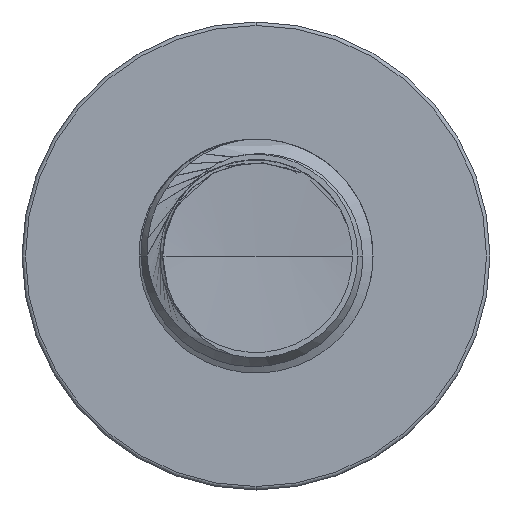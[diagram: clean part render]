
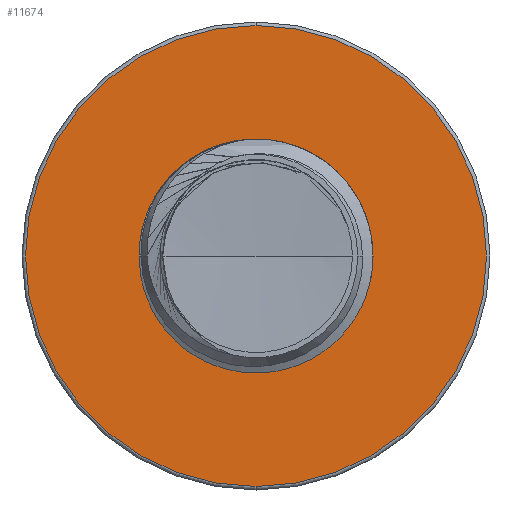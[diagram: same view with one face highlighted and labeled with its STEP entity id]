
A CAD part, front view. The second image highlights one B-rep face of the part: STEP entity #11674.
In plain terms, the highlighted planar face has unit normal (0, -1, 0).
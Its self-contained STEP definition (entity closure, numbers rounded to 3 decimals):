
#4115 = AXIS2_PLACEMENT_3D ( 'NONE', #18153, #18038, #17974 ) ;
#5100 = DIRECTION ( 'NONE',  ( 0., 0., -1. ) ) ;
#5109 = DIRECTION ( 'NONE',  ( 0., -1., 0. ) ) ;
#5160 = CARTESIAN_POINT ( 'NONE',  ( 0., 37.5, 0. ) ) ;
#5241 = FACE_BOUND ( 'NONE', #37596, .T. ) ;
#6307 = AXIS2_PLACEMENT_3D ( 'NONE', #31624, #31469, #31425 ) ;
#7292 = VERTEX_POINT ( 'NONE', #7837 ) ;
#7837 = CARTESIAN_POINT ( 'NONE',  ( 0., 37.5, 5.91 ) ) ;
#8550 = DIRECTION ( 'NONE',  ( 0., 0., -1. ) ) ;
#8561 = DIRECTION ( 'NONE',  ( 0., -1., 0. ) ) ;
#8597 = CARTESIAN_POINT ( 'NONE',  ( 0., 37.5, 0. ) ) ;
#9222 = EDGE_LOOP ( 'NONE', ( #24014, #37074 ) ) ;
#9503 = VERTEX_POINT ( 'NONE', #34866 ) ;
#10529 = CIRCLE ( 'NONE', #44780, 2.923 ) ;
#11674 = ADVANCED_FACE ( 'NONE', ( #14233, #5241 ), #19607, .T. ) ;
#13218 = EDGE_CURVE ( 'NONE', #37978, #7292, #14811, .T. ) ;
#14233 = FACE_OUTER_BOUND ( 'NONE', #9222, .T. ) ;
#14811 = CIRCLE ( 'NONE', #43487, 5.91 ) ;
#16413 = ORIENTED_EDGE ( 'NONE', *, *, #19391, .F. ) ;
#17370 = ORIENTED_EDGE ( 'NONE', *, *, #22398, .F. ) ;
#17974 = DIRECTION ( 'NONE',  ( 0., 0., -1. ) ) ;
#18038 = DIRECTION ( 'NONE',  ( 0., -1., 0. ) ) ;
#18153 = CARTESIAN_POINT ( 'NONE',  ( 0., 37.5, 2.923 ) ) ;
#19391 = EDGE_CURVE ( 'NONE', #9503, #45632, #10529, .T. ) ;
#19607 = PLANE ( 'NONE',  #4115 ) ;
#22398 = EDGE_CURVE ( 'NONE', #45632, #9503, #30367, .T. ) ;
#24014 = ORIENTED_EDGE ( 'NONE', *, *, #13218, .T. ) ;
#27560 = CARTESIAN_POINT ( 'NONE',  ( 0., 37.5, 2.923 ) ) ;
#27946 = AXIS2_PLACEMENT_3D ( 'NONE', #5160, #5109, #5100 ) ;
#28350 = CIRCLE ( 'NONE', #27946, 5.91 ) ;
#30367 = CIRCLE ( 'NONE', #6307, 2.923 ) ;
#31425 = DIRECTION ( 'NONE',  ( 0., 0., -1. ) ) ;
#31469 = DIRECTION ( 'NONE',  ( 0., -1., 0. ) ) ;
#31624 = CARTESIAN_POINT ( 'NONE',  ( 0., 37.5, 0. ) ) ;
#32780 = EDGE_CURVE ( 'NONE', #7292, #37978, #28350, .T. ) ;
#34629 = CARTESIAN_POINT ( 'NONE',  ( 0., 37.5, -5.91 ) ) ;
#34866 = CARTESIAN_POINT ( 'NONE',  ( 0., 37.5, -2.923 ) ) ;
#37074 = ORIENTED_EDGE ( 'NONE', *, *, #32780, .T. ) ;
#37262 = DIRECTION ( 'NONE',  ( 0., 0., -1. ) ) ;
#37423 = DIRECTION ( 'NONE',  ( 0., -1., 0. ) ) ;
#37531 = CARTESIAN_POINT ( 'NONE',  ( 0., 37.5, 0. ) ) ;
#37596 = EDGE_LOOP ( 'NONE', ( #16413, #17370 ) ) ;
#37978 = VERTEX_POINT ( 'NONE', #34629 ) ;
#43487 = AXIS2_PLACEMENT_3D ( 'NONE', #8597, #8561, #8550 ) ;
#44780 = AXIS2_PLACEMENT_3D ( 'NONE', #37531, #37423, #37262 ) ;
#45632 = VERTEX_POINT ( 'NONE', #27560 ) ;
